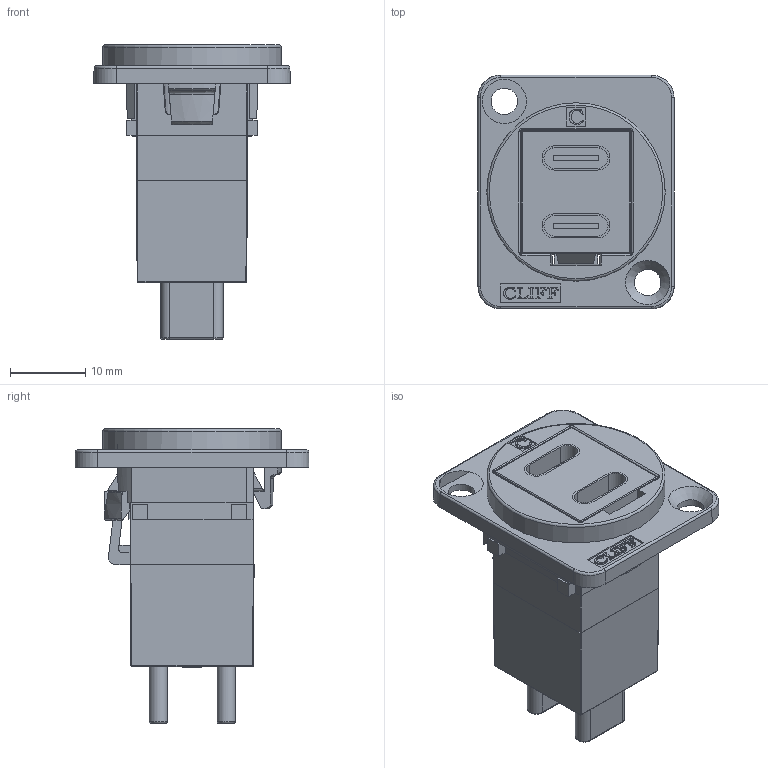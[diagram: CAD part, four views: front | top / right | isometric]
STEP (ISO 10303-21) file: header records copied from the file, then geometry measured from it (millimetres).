
FILE_DESCRIPTION(/* description */ (''),/* implementation_level */ '2;1');
FILE_NAME(/* name */ 'CP30212MB Dual F-M USBC csk.stp',/* time_stamp */ '2025-04-11T12:30:28+01:00',/* author */ ('tottley'),/* organization */ (''),/* preprocessor_version */ 'ST-DEVELOPER v20',/* originating_system */ 'Autodesk Inventor 2025',/* authorisation */ '');
FILE_SCHEMA (('AUTOMOTIVE_DESIGN { 1 0 10303 214 3 1 1 }'));
Length unit declared in the file: millimetre
Products named in the file (1): CP30212 Dual F-M USBC csk
Bounding box: 26 x 31 x 39 mm (x, y, z)
Volume: 4988.8 mm3; surface area: 10412.4 mm2
Topology: 5 solids, 6 shells, 707 faces, 1934 edges, 1258 vertices
Faces by surface type: plane 493, bspline 100, cylinder 72, cone 22, torus 12, sphere 8
Full cylindrical faces by diameter (mm): 3.5 x2
Entity records: 24586 total; most frequent: CARTESIAN_POINT 6470, ORIENTED_EDGE 3868, DIRECTION 3152, EDGE_CURVE 1934, LINE 1456, VECTOR 1456, VERTEX_POINT 1258, AXIS2_PLACEMENT_3D 848
